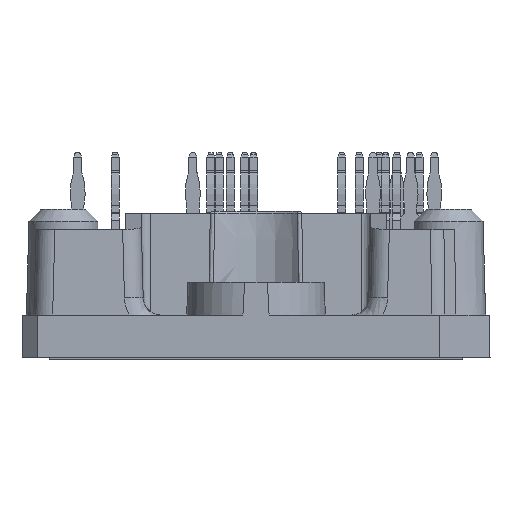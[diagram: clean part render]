
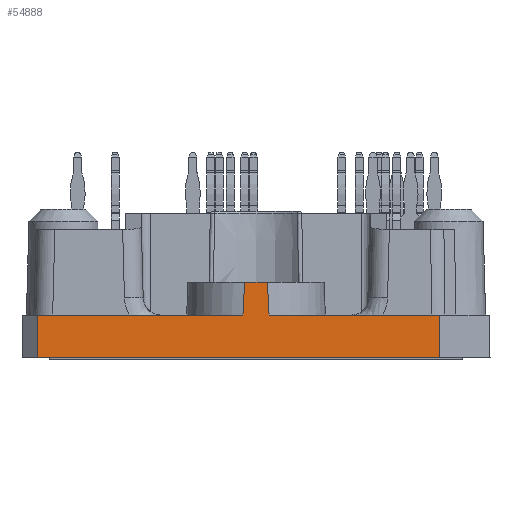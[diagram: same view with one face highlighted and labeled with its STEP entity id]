
A CAD part, left-side view. The second image highlights one B-rep face of the part: STEP entity #54888.
In plain terms, the highlighted planar face has unit normal (-1, 0, 0.018).
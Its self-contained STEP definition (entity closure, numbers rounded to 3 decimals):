
#94=B_SPLINE_CURVE_WITH_KNOTS('',3,(#76151,#76152,#76153,#76154),
 .UNSPECIFIED.,.F.,.F.,(4,4),(0.,0.003),.UNSPECIFIED.);
#97=B_SPLINE_CURVE_WITH_KNOTS('',3,(#76175,#76176,#76177,#76178),
 .UNSPECIFIED.,.F.,.F.,(4,4),(0.,0.003),.UNSPECIFIED.);
#2720=LINE('',#76270,#6812);
#2781=LINE('',#76605,#6873);
#2797=LINE('',#76657,#6889);
#2823=LINE('',#76768,#6915);
#2872=LINE('',#76897,#6964);
#2873=LINE('',#76898,#6965);
#6812=VECTOR('',#64246,1000.);
#6873=VECTOR('',#64407,1000.);
#6889=VECTOR('',#64439,1000.);
#6915=VECTOR('',#64521,1000.);
#6964=VECTOR('',#64626,1000.);
#6965=VECTOR('',#64627,1000.);
#13362=ORIENTED_EDGE('',*,*,#23098,.F.);
#13363=ORIENTED_EDGE('',*,*,#23216,.T.);
#13364=ORIENTED_EDGE('',*,*,#23152,.T.);
#13365=ORIENTED_EDGE('',*,*,#23217,.T.);
#13366=ORIENTED_EDGE('',*,*,#23075,.F.);
#13367=ORIENTED_EDGE('',*,*,#22919,.T.);
#13368=ORIENTED_EDGE('',*,*,#22956,.T.);
#13369=ORIENTED_EDGE('',*,*,#22926,.F.);
#22919=EDGE_CURVE('',#28037,#28036,#94,.T.);
#22926=EDGE_CURVE('',#28043,#28044,#97,.T.);
#22956=EDGE_CURVE('',#28036,#28044,#2720,.F.);
#23075=EDGE_CURVE('',#28037,#28170,#2781,.F.);
#23098=EDGE_CURVE('',#28188,#28043,#2797,.F.);
#23152=EDGE_CURVE('',#28237,#28236,#2823,.F.);
#23216=EDGE_CURVE('',#28188,#28237,#2872,.F.);
#23217=EDGE_CURVE('',#28236,#28170,#2873,.F.);
#28036=VERTEX_POINT('',#76150);
#28037=VERTEX_POINT('',#76155);
#28043=VERTEX_POINT('',#76174);
#28044=VERTEX_POINT('',#76179);
#28170=VERTEX_POINT('',#76606);
#28188=VERTEX_POINT('',#76656);
#28236=VERTEX_POINT('',#76767);
#28237=VERTEX_POINT('',#76769);
#32691=EDGE_LOOP('',(#13362,#13363,#13364,#13365,#13366,#13367,#13368,#13369));
#35177=FACE_BOUND('',#32691,.T.);
#37195=PLANE('',#57811);
#54888=ADVANCED_FACE('',(#35177),#37195,.T.);
#57811=AXIS2_PLACEMENT_3D('',#76896,#64624,#64625);
#64246=DIRECTION('',(0.,-1.,0.));
#64407=DIRECTION('',(0.,1.,0.));
#64439=DIRECTION('',(0.,1.,0.));
#64521=DIRECTION('',(0.,1.,0.));
#64624=DIRECTION('',(-1.,0.,0.017));
#64625=DIRECTION('',(0.017,0.,1.));
#64626=DIRECTION('',(0.017,-0.017,1.));
#64627=DIRECTION('',(-0.017,-0.007,-1.));
#76150=CARTESIAN_POINT('',(-40.895,-0.913,6.));
#76151=CARTESIAN_POINT('',(-40.941,-1.044,3.4));
#76152=CARTESIAN_POINT('',(-40.926,-1.003,4.267));
#76153=CARTESIAN_POINT('',(-40.91,-0.959,5.133));
#76154=CARTESIAN_POINT('',(-40.895,-0.913,6.));
#76155=CARTESIAN_POINT('',(-40.941,-1.044,3.4));
#76174=CARTESIAN_POINT('',(-40.941,1.044,3.4));
#76175=CARTESIAN_POINT('',(-40.941,1.044,3.4));
#76176=CARTESIAN_POINT('',(-40.926,1.003,4.267));
#76177=CARTESIAN_POINT('',(-40.91,0.959,5.133));
#76178=CARTESIAN_POINT('',(-40.895,0.913,6.));
#76179=CARTESIAN_POINT('',(-40.895,0.913,6.));
#76270=CARTESIAN_POINT('',(-40.895,0.,6.));
#76605=CARTESIAN_POINT('',(-40.941,0.,3.4));
#76606=CARTESIAN_POINT('',(-40.941,-14.675,3.4));
#76656=CARTESIAN_POINT('',(-40.941,17.43,3.4));
#76657=CARTESIAN_POINT('',(-40.941,0.,3.4));
#76767=CARTESIAN_POINT('',(-41.,-14.7,0.));
#76768=CARTESIAN_POINT('',(-41.,0.,0.));
#76769=CARTESIAN_POINT('',(-41.,17.49,0.));
#76896=CARTESIAN_POINT('',(-41.,0.,0.));
#76897=CARTESIAN_POINT('',(-40.995,17.484,0.305));
#76898=CARTESIAN_POINT('',(-40.998,-14.699,0.134));
